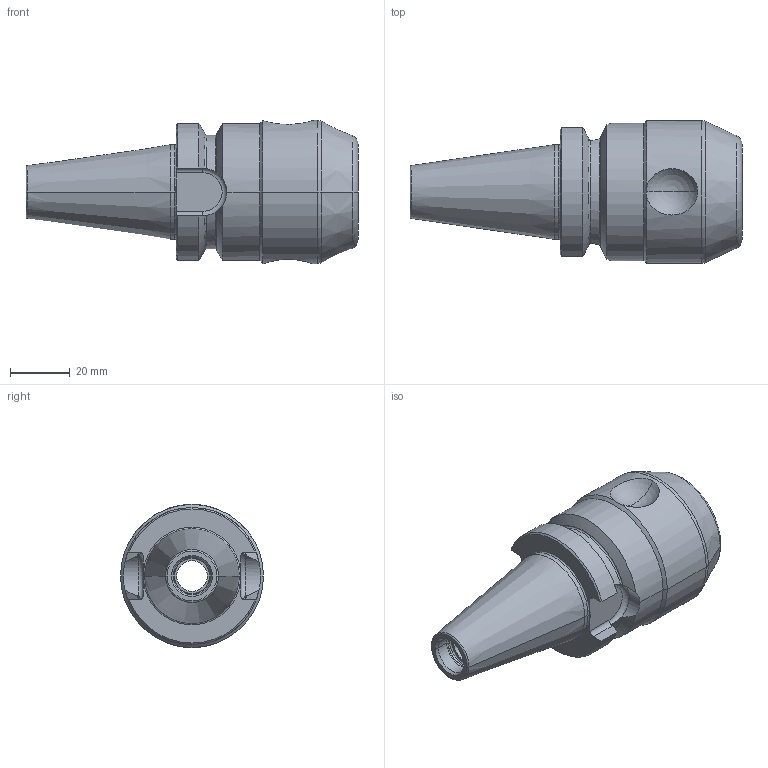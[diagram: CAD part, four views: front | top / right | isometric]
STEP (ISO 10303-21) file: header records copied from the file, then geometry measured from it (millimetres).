
FILE_DESCRIPTION((''),'2;1');
FILE_NAME('66021260M-A_ASM','2023-08-17T08:22:55',('BILZ.DESIGN'),(''),'CREO PARAMETRIC BY PTC INC, 2022281','CREO PARAMETRIC BY PTC INC, 2022281','');
FILE_SCHEMA(('CONFIG_CONTROL_DESIGN'));
Length unit declared in the file: millimetre
Products named in the file (3): 66021260M; M14-16; 66021260M-A_ASM
Assembly tree (2 placements, depth 2):
  66021260M-A_ASM
    66021260M
    M14-16
Bounding box: 111.4 x 48 x 48 mm (x, y, z)
Volume: 104904.2 mm3; surface area: 23323.2 mm2
Topology: 2 solids, 5 shells, 138 faces, 343 edges, 209 vertices
Faces by surface type: cylinder 44, plane 40, cone 30, torus 22, sphere 2
Entity records: 4436 total; most frequent: CARTESIAN_POINT 1086, DIRECTION 722, ORIENTED_EDGE 662, EDGE_CURVE 337, AXIS2_PLACEMENT_3D 304, VERTEX_POINT 209, CIRCLE 157, EDGE_LOOP 148
